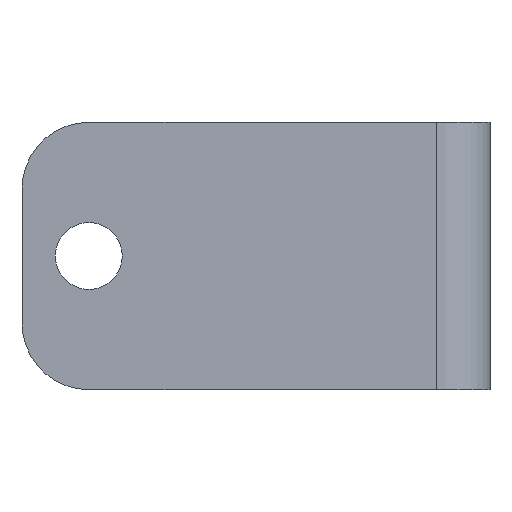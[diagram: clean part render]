
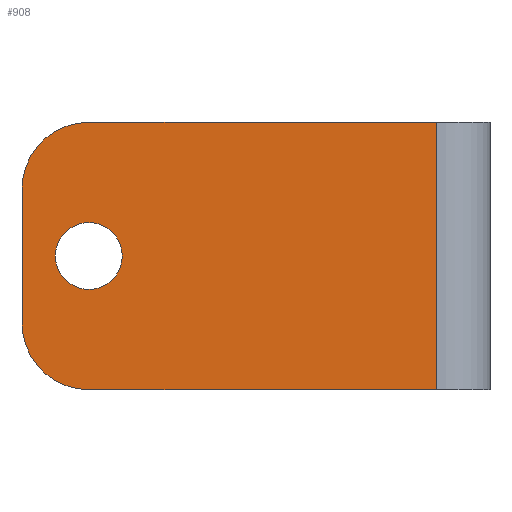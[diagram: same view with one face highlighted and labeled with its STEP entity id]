
A CAD part, left-side view. The second image highlights one B-rep face of the part: STEP entity #908.
In plain terms, the highlighted planar face has unit normal (-1, 0, 0).
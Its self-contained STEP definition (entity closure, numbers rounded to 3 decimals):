
#9 = LINE ( 'NONE', #464, #400 ) ;
#12 = EDGE_CURVE ( 'NONE', #819, #114, #576, .T. ) ;
#19 = AXIS2_PLACEMENT_3D ( 'NONE', #494, #190, #198 ) ;
#38 = CARTESIAN_POINT ( 'NONE',  ( -3., 27., -5. ) ) ;
#44 = DIRECTION ( 'NONE',  ( 0., 1., 0. ) ) ;
#56 = CARTESIAN_POINT ( 'NONE',  ( -3., 32., -20. ) ) ;
#65 = ORIENTED_EDGE ( 'NONE', *, *, #67, .F. ) ;
#67 = EDGE_CURVE ( 'NONE', #114, #819, #152, .T. ) ;
#70 = VERTEX_POINT ( 'NONE', #628 ) ;
#100 = DIRECTION ( 'NONE',  ( 0., 1., 0. ) ) ;
#114 = VERTEX_POINT ( 'NONE', #929 ) ;
#124 = AXIS2_PLACEMENT_3D ( 'NONE', #38, #254, #698 ) ;
#127 = ORIENTED_EDGE ( 'NONE', *, *, #812, .F. ) ;
#134 = EDGE_CURVE ( 'NONE', #347, #732, #690, .T. ) ;
#144 = ORIENTED_EDGE ( 'NONE', *, *, #161, .T. ) ;
#152 = CIRCLE ( 'NONE', #19, 2.5 ) ;
#160 = EDGE_LOOP ( 'NONE', ( #65, #895 ) ) ;
#161 = EDGE_CURVE ( 'NONE', #732, #610, #940, .T. ) ;
#169 = AXIS2_PLACEMENT_3D ( 'NONE', #899, #606, #477 ) ;
#190 = DIRECTION ( 'NONE',  ( -1., 0., 0. ) ) ;
#193 = DIRECTION ( 'NONE',  ( 0., 1., 0. ) ) ;
#198 = DIRECTION ( 'NONE',  ( 0., -1., 0. ) ) ;
#237 = CARTESIAN_POINT ( 'NONE',  ( -3., 27., -20. ) ) ;
#254 = DIRECTION ( 'NONE',  ( -1., 0., 0. ) ) ;
#284 = AXIS2_PLACEMENT_3D ( 'NONE', #487, #390, #193 ) ;
#295 = ORIENTED_EDGE ( 'NONE', *, *, #633, .T. ) ;
#342 = DIRECTION ( 'NONE',  ( 0., -1., 0. ) ) ;
#346 = CARTESIAN_POINT ( 'NONE',  ( -3., 0., -20. ) ) ;
#347 = VERTEX_POINT ( 'NONE', #824 ) ;
#366 = VECTOR ( 'NONE', #876, 1000. ) ;
#390 = DIRECTION ( 'NONE',  ( 1., 0., 0. ) ) ;
#400 = VECTOR ( 'NONE', #594, 1000. ) ;
#437 = EDGE_CURVE ( 'NONE', #70, #620, #481, .T. ) ;
#441 = ORIENTED_EDGE ( 'NONE', *, *, #134, .T. ) ;
#464 = CARTESIAN_POINT ( 'NONE',  ( -3., 1., 0. ) ) ;
#477 = DIRECTION ( 'NONE',  ( 0., -1., 0. ) ) ;
#481 = LINE ( 'NONE', #766, #833 ) ;
#487 = CARTESIAN_POINT ( 'NONE',  ( -3., 0., 0. ) ) ;
#494 = CARTESIAN_POINT ( 'NONE',  ( -3., 27., -10. ) ) ;
#500 = AXIS2_PLACEMENT_3D ( 'NONE', #847, #857, #44 ) ;
#513 = EDGE_CURVE ( 'NONE', #620, #696, #900, .T. ) ;
#549 = EDGE_LOOP ( 'NONE', ( #738, #625, #295, #441, #144, #127 ) ) ;
#576 = CIRCLE ( 'NONE', #169, 2.5 ) ;
#594 = DIRECTION ( 'NONE',  ( 0., 0., -1. ) ) ;
#597 = CARTESIAN_POINT ( 'NONE',  ( -3., 29.5, -10. ) ) ;
#606 = DIRECTION ( 'NONE',  ( -1., 0., 0. ) ) ;
#610 = VERTEX_POINT ( 'NONE', #801 ) ;
#620 = VERTEX_POINT ( 'NONE', #721 ) ;
#625 = ORIENTED_EDGE ( 'NONE', *, *, #513, .T. ) ;
#628 = CARTESIAN_POINT ( 'NONE',  ( -3., 1., 0. ) ) ;
#633 = EDGE_CURVE ( 'NONE', #696, #347, #944, .T. ) ;
#690 = CIRCLE ( 'NONE', #500, 5. ) ;
#691 = FACE_OUTER_BOUND ( 'NONE', #549, .T. ) ;
#696 = VERTEX_POINT ( 'NONE', #939 ) ;
#698 = DIRECTION ( 'NONE',  ( 0., 1., 0. ) ) ;
#721 = CARTESIAN_POINT ( 'NONE',  ( -3., 27., 0. ) ) ;
#732 = VERTEX_POINT ( 'NONE', #237 ) ;
#737 = VECTOR ( 'NONE', #342, 1000. ) ;
#738 = ORIENTED_EDGE ( 'NONE', *, *, #437, .T. ) ;
#760 = FACE_BOUND ( 'NONE', #160, .T. ) ;
#766 = CARTESIAN_POINT ( 'NONE',  ( -3., 32., 0. ) ) ;
#801 = CARTESIAN_POINT ( 'NONE',  ( -3., 1., -20. ) ) ;
#812 = EDGE_CURVE ( 'NONE', #70, #610, #9, .T. ) ;
#819 = VERTEX_POINT ( 'NONE', #597 ) ;
#824 = CARTESIAN_POINT ( 'NONE',  ( -3., 32., -15. ) ) ;
#833 = VECTOR ( 'NONE', #100, 1000. ) ;
#847 = CARTESIAN_POINT ( 'NONE',  ( -3., 27., -15. ) ) ;
#857 = DIRECTION ( 'NONE',  ( -1., 0., 0. ) ) ;
#876 = DIRECTION ( 'NONE',  ( 0., 0., -1. ) ) ;
#895 = ORIENTED_EDGE ( 'NONE', *, *, #12, .F. ) ;
#899 = CARTESIAN_POINT ( 'NONE',  ( -3., 27., -10. ) ) ;
#900 = CIRCLE ( 'NONE', #124, 5. ) ;
#908 = ADVANCED_FACE ( 'NONE', ( #760, #691 ), #916, .F. ) ;
#916 = PLANE ( 'NONE',  #284 ) ;
#929 = CARTESIAN_POINT ( 'NONE',  ( -3., 24.5, -10. ) ) ;
#939 = CARTESIAN_POINT ( 'NONE',  ( -3., 32., -5. ) ) ;
#940 = LINE ( 'NONE', #346, #737 ) ;
#944 = LINE ( 'NONE', #56, #366 ) ;
